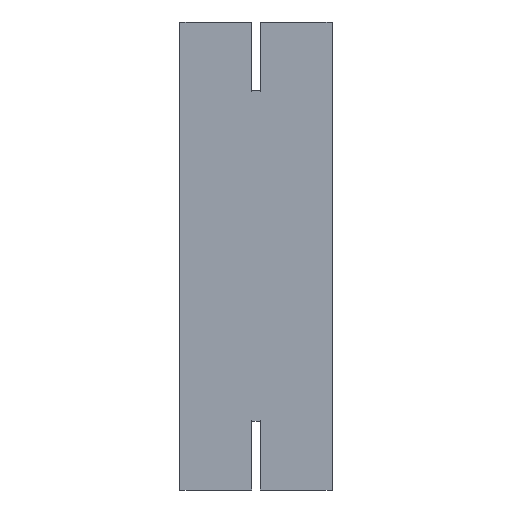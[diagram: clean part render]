
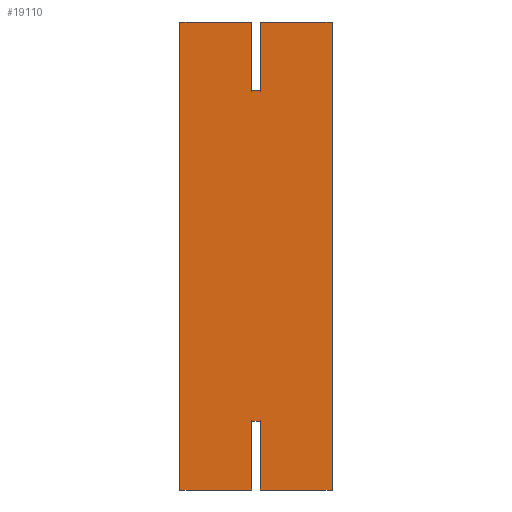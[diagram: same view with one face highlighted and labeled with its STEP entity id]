
A CAD part, left-side view. The second image highlights one B-rep face of the part: STEP entity #19110.
In plain terms, the highlighted free-form (B-spline) face has degree [1, 1] with [2, 2] control points.
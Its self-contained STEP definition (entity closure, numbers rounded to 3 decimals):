
#700 = CARTESIAN_POINT ('', (-25., 52., -80.));
#710 = VERTEX_POINT ('', #700);
#770 = CARTESIAN_POINT ('', (-25., 52., 80.));
#780 = VERTEX_POINT ('', #770);
#790 = CARTESIAN_POINT ('', (-25., 52., -80.));
#800 = CARTESIAN_POINT ('', (-25., 52., 80.));
#810 = B_SPLINE_CURVE_WITH_KNOTS ('', 1, (#790, #800), .UNSPECIFIED., .F., .U., (2, 2), (0., 1.), .UNSPECIFIED.);
#820 = EDGE_CURVE ('', #710, #780, #810, .T.);
#2480 = CARTESIAN_POINT ('', (-25., 27.5, -56.41));
#2490 = VERTEX_POINT ('', #2480);
#2550 = CARTESIAN_POINT ('', (-25., 27.5, -80.));
#2560 = VERTEX_POINT ('', #2550);
#2570 = CARTESIAN_POINT ('', (-25., 27.5, -80.));
#2580 = CARTESIAN_POINT ('', (-25., 27.5, -56.41));
#2590 = B_SPLINE_CURVE_WITH_KNOTS ('', 1, (#2570, #2580), .UNSPECIFIED., .F., .U., (2, 2), (0., 1.), .UNSPECIFIED.);
#2600 = EDGE_CURVE ('', #2560, #2490, #2590, .T.);
#3530 = CARTESIAN_POINT ('', (-25., 24.5, -56.41));
#3540 = VERTEX_POINT ('', #3530);
#3600 = CARTESIAN_POINT ('', (-25., 26., -56.5));
#3610 = VERTEX_POINT ('', #3600);
#3620 = CARTESIAN_POINT ('', (-25., 24.5, -56.41));
#3630 = CARTESIAN_POINT ('', (-25., 25.007, -56.471));
#3640 = CARTESIAN_POINT ('', (-25., 25.508, -56.5));
#3650 = CARTESIAN_POINT ('', (-25., 26., -56.5));
#3660 = (
   BOUNDED_CURVE ()
   B_SPLINE_CURVE (3, (#3620, #3630, #3640, #3650), .UNSPECIFIED., .F., .U.)
   B_SPLINE_CURVE_WITH_KNOTS ((4, 4), (0., 1.), .UNSPECIFIED.)
   CURVE ()
   GEOMETRIC_REPRESENTATION_ITEM ()
   RATIONAL_B_SPLINE_CURVE ((0.893, 0.926, 0.962, 1.))
   REPRESENTATION_ITEM ('')
);
#3670 = EDGE_CURVE ('', #3540, #3610, #3660, .T.);
#3690 = CARTESIAN_POINT ('', (-25., 26., -56.5));
#3700 = CARTESIAN_POINT ('', (-25., 26.492, -56.5));
#3710 = CARTESIAN_POINT ('', (-25., 26.993, -56.471));
#3720 = CARTESIAN_POINT ('', (-25., 27.5, -56.41));
#3730 = (
   BOUNDED_CURVE ()
   B_SPLINE_CURVE (3, (#3690, #3700, #3710, #3720), .UNSPECIFIED., .F., .U.)
   B_SPLINE_CURVE_WITH_KNOTS ((4, 4), (0., 1.), .UNSPECIFIED.)
   CURVE ()
   GEOMETRIC_REPRESENTATION_ITEM ()
   RATIONAL_B_SPLINE_CURVE ((1., 0.962, 0.926, 0.893))
   REPRESENTATION_ITEM ('')
);
#3740 = EDGE_CURVE ('', #3610, #2490, #3730, .T.);
#8560 = CARTESIAN_POINT ('', (-25., 27.5, 56.41));
#8570 = VERTEX_POINT ('', #8560);
#8630 = CARTESIAN_POINT ('', (-25., 26., 56.5));
#8640 = VERTEX_POINT ('', #8630);
#8650 = CARTESIAN_POINT ('', (-25., 27.5, 56.41));
#8660 = CARTESIAN_POINT ('', (-25., 27.002, 56.47));
#8670 = CARTESIAN_POINT ('', (-25., 26.502, 56.5));
#8680 = CARTESIAN_POINT ('', (-25., 26., 56.5));
#8690 = (
   BOUNDED_CURVE ()
   B_SPLINE_CURVE (3, (#8650, #8660, #8670, #8680), .UNSPECIFIED., .F., .U.)
   B_SPLINE_CURVE_WITH_KNOTS ((4, 4), (0., 1.), .UNSPECIFIED.)
   CURVE ()
   GEOMETRIC_REPRESENTATION_ITEM ()
   RATIONAL_B_SPLINE_CURVE ((0.502, 0.501, 0.5, 0.5))
   REPRESENTATION_ITEM ('')
);
#8700 = EDGE_CURVE ('', #8570, #8640, #8690, .T.);
#8720 = CARTESIAN_POINT ('', (-25., 24.5, 56.41));
#8730 = VERTEX_POINT ('', #8720);
#8740 = CARTESIAN_POINT ('', (-25., 26., 56.5));
#8750 = CARTESIAN_POINT ('', (-25., 25.498, 56.5));
#8760 = CARTESIAN_POINT ('', (-25., 24.998, 56.47));
#8770 = CARTESIAN_POINT ('', (-25., 24.5, 56.41));
#8780 = (
   BOUNDED_CURVE ()
   B_SPLINE_CURVE (3, (#8740, #8750, #8760, #8770), .UNSPECIFIED., .F., .U.)
   B_SPLINE_CURVE_WITH_KNOTS ((4, 4), (0., 1.), .UNSPECIFIED.)
   CURVE ()
   GEOMETRIC_REPRESENTATION_ITEM ()
   RATIONAL_B_SPLINE_CURVE ((0.5, 0.5, 0.501, 0.502))
   REPRESENTATION_ITEM ('')
);
#8790 = EDGE_CURVE ('', #8640, #8730, #8780, .T.);
#15630 = CARTESIAN_POINT ('', (-25., 24.5, 80.));
#15640 = VERTEX_POINT ('', #15630);
#15700 = CARTESIAN_POINT ('', (-25., 0., 80.));
#15710 = VERTEX_POINT ('', #15700);
#15720 = CARTESIAN_POINT ('', (-25., 24.5, 80.));
#15730 = CARTESIAN_POINT ('', (-25., 0., 80.));
#15740 = B_SPLINE_CURVE_WITH_KNOTS ('', 1, (#15720, #15730), .UNSPECIFIED., .F., .U., (2, 2), (0., 1.), .UNSPECIFIED.);
#15750 = EDGE_CURVE ('', #15640, #15710, #15740, .T.);
#15920 = CARTESIAN_POINT ('', (-25., 24.5, 56.41));
#15930 = CARTESIAN_POINT ('', (-25., 24.5, 80.));
#15940 = B_SPLINE_CURVE_WITH_KNOTS ('', 1, (#15920, #15930), .UNSPECIFIED., .F., .U., (2, 2), (0., 1.), .UNSPECIFIED.);
#15950 = EDGE_CURVE ('', #8730, #15640, #15940, .T.);
#17090 = CARTESIAN_POINT ('', (-25., 0., -80.));
#17100 = VERTEX_POINT ('', #17090);
#17110 = CARTESIAN_POINT ('', (-25., 0., 80.));
#17120 = CARTESIAN_POINT ('', (-25., 0., -80.));
#17130 = B_SPLINE_CURVE_WITH_KNOTS ('', 1, (#17110, #17120), .UNSPECIFIED., .F., .U., (2, 2), (0., 1.), .UNSPECIFIED.);
#17140 = EDGE_CURVE ('', #15710, #17100, #17130, .T.);
#18350 = CARTESIAN_POINT ('', (-25., 24.5, -80.));
#18360 = VERTEX_POINT ('', #18350);
#18420 = CARTESIAN_POINT ('', (-25., 24.5, -56.41));
#18430 = CARTESIAN_POINT ('', (-25., 24.5, -80.));
#18440 = B_SPLINE_CURVE_WITH_KNOTS ('', 1, (#18420, #18430), .UNSPECIFIED., .F., .U., (2, 2), (0., 1.), .UNSPECIFIED.);
#18450 = EDGE_CURVE ('', #3540, #18360, #18440, .T.);
#18620 = CARTESIAN_POINT ('', (-25., 24.5, -80.));
#18630 = CARTESIAN_POINT ('', (-25., 0., -80.));
#18640 = B_SPLINE_CURVE_WITH_KNOTS ('', 1, (#18620, #18630), .UNSPECIFIED., .F., .U., (2, 2), (0., 1.), .UNSPECIFIED.);
#18650 = EDGE_CURVE ('', #18360, #17100, #18640, .T.);
#18760 = ORIENTED_EDGE ('', *, *, #3670, .F.);
#18770 = ORIENTED_EDGE ('', *, *, #18450, .T.);
#18780 = ORIENTED_EDGE ('', *, *, #18650, .T.);
#18790 = ORIENTED_EDGE ('', *, *, #17140, .F.);
#18800 = ORIENTED_EDGE ('', *, *, #15750, .F.);
#18810 = ORIENTED_EDGE ('', *, *, #15950, .F.);
#18820 = ORIENTED_EDGE ('', *, *, #8790, .F.);
#18830 = ORIENTED_EDGE ('', *, *, #8700, .F.);
#18840 = CARTESIAN_POINT ('', (-25., 27.5, 80.));
#18850 = VERTEX_POINT ('', #18840);
#18860 = CARTESIAN_POINT ('', (-25., 27.5, 80.));
#18870 = CARTESIAN_POINT ('', (-25., 27.5, 56.41));
#18880 = B_SPLINE_CURVE_WITH_KNOTS ('', 1, (#18860, #18870), .UNSPECIFIED., .F., .U., (2, 2), (0., 1.), .UNSPECIFIED.);
#18890 = EDGE_CURVE ('', #18850, #8570, #18880, .T.);
#18900 = ORIENTED_EDGE ('', *, *, #18890, .F.);
#18910 = CARTESIAN_POINT ('', (-25., 52., 80.));
#18920 = CARTESIAN_POINT ('', (-25., 27.5, 80.));
#18930 = B_SPLINE_CURVE_WITH_KNOTS ('', 1, (#18910, #18920), .UNSPECIFIED., .F., .U., (2, 2), (0., 1.), .UNSPECIFIED.);
#18940 = EDGE_CURVE ('', #780, #18850, #18930, .T.);
#18950 = ORIENTED_EDGE ('', *, *, #18940, .F.);
#18960 = ORIENTED_EDGE ('', *, *, #820, .F.);
#18970 = CARTESIAN_POINT ('', (-25., 52., -80.));
#18980 = CARTESIAN_POINT ('', (-25., 27.5, -80.));
#18990 = B_SPLINE_CURVE_WITH_KNOTS ('', 1, (#18970, #18980), .UNSPECIFIED., .F., .U., (2, 2), (0., 1.), .UNSPECIFIED.);
#19000 = EDGE_CURVE ('', #710, #2560, #18990, .T.);
#19010 = ORIENTED_EDGE ('', *, *, #19000, .T.);
#19020 = ORIENTED_EDGE ('', *, *, #2600, .T.);
#19030 = ORIENTED_EDGE ('', *, *, #3740, .F.);
#19040 = EDGE_LOOP ('', (#18760, #18770, #18780, #18790, #18800, #18810, #18820, #18830, #18900, #18950, #18960, #19010, #19020, #19030));
#19050 = FACE_OUTER_BOUND ('', #19040, .T.);
#19060 = CARTESIAN_POINT ('', (-25., 0., -80.));
#19070 = CARTESIAN_POINT ('', (-25., 52., -80.));
#19080 = CARTESIAN_POINT ('', (-25., 0., 80.));
#19090 = CARTESIAN_POINT ('', (-25., 52., 80.));
#19100 = B_SPLINE_SURFACE_WITH_KNOTS ('', 1, 1, ((#19060, #19070), (#19080, #19090)), .UNSPECIFIED., .F., .F., .U., (2, 2), (2, 2), (0., 1.), (0., 1.), .UNSPECIFIED.);
#19110 = ADVANCED_FACE ('', (#19050), #19100, .T.);
